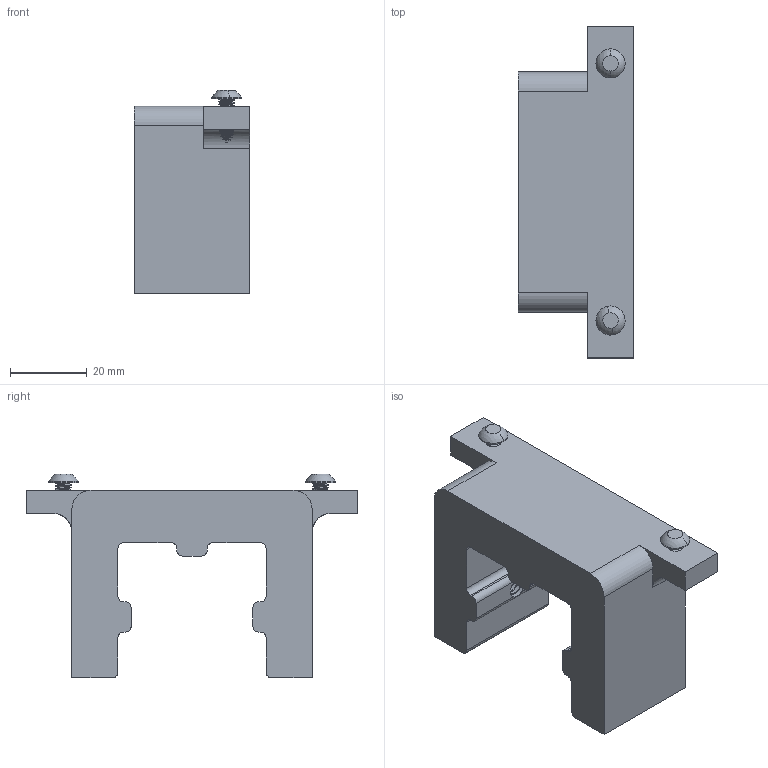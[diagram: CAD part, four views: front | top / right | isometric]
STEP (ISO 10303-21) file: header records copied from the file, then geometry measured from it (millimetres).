
FILE_DESCRIPTION (( 'STEP AP214' ), '1' );
FILE_NAME ('1.5in Left Mounting Bracket Straight.STEP', '2026-02-27T17:04:06', ( '' ), ( '' ), 'SwSTEP 2.0', 'SolidWorks 2017', '' );
FILE_SCHEMA (( 'AUTOMOTIVE_DESIGN' ));
Length unit declared in the file: millimetre
Products named in the file (1): 1.5in Left Mounting Bracket Straight
Bounding box: 30 x 86.5 x 53.09 mm (x, y, z)
Volume: 55024.8 mm3; surface area: 14189.9 mm2
Topology: 1 solids, 1 shells, 169 faces, 489 edges, 327 vertices
Faces by surface type: cylinder 90, bspline 37, plane 35, sphere 4, cone 3
Entity records: 37611 total; most frequent: CARTESIAN_POINT 33420, ORIENTED_EDGE 978, DIRECTION 580, EDGE_CURVE 489, VERTEX_POINT 327, AXIS2_PLACEMENT_3D 208, EDGE_LOOP 178, FACE_OUTER_BOUND 170
